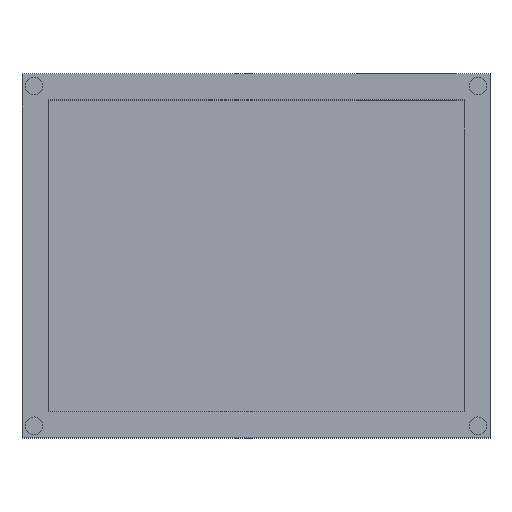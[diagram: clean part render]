
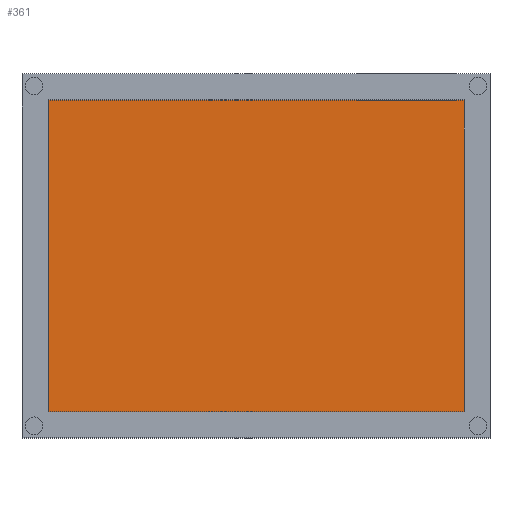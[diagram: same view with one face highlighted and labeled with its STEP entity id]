
A CAD part, top view. The second image highlights one B-rep face of the part: STEP entity #361.
In plain terms, the highlighted planar face has unit normal (0, 0, 1).
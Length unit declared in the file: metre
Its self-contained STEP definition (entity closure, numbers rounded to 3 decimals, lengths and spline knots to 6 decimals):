
#88=ORIENTED_EDGE('',*,*,#128,.F.);
#89=ORIENTED_EDGE('',*,*,#112,.T.);
#90=ORIENTED_EDGE('',*,*,#150,.T.);
#91=ORIENTED_EDGE('',*,*,#131,.F.);
#112=EDGE_CURVE('',#156,#157,#188,.T.);
#128=EDGE_CURVE('',#156,#172,#204,.T.);
#131=EDGE_CURVE('',#172,#174,#207,.T.);
#150=EDGE_CURVE('',#157,#174,#218,.T.);
#156=VERTEX_POINT('',#517);
#157=VERTEX_POINT('',#518);
#172=VERTEX_POINT('',#551);
#174=VERTEX_POINT('',#557);
#188=LINE('',#516,#224);
#204=LINE('',#550,#240);
#207=LINE('',#556,#243);
#218=LINE('',#597,#254);
#224=VECTOR('',#418,1.);
#240=VECTOR('',#438,1.);
#243=VECTOR('',#443,1.);
#254=VECTOR('',#486,1.);
#285=EDGE_LOOP('',(#88,#89,#90,#91));
#319=FACE_BOUND('',#285,.T.);
#338=PLANE('',#405);
#361=ADVANCED_FACE('',(#319),#338,.T.);
#405=AXIS2_PLACEMENT_3D('',#601,#492,#493);
#418=DIRECTION('',(-1.,0.,0.));
#438=DIRECTION('',(0.,-1.,0.));
#443=DIRECTION('',(-1.,0.,0.));
#486=DIRECTION('',(0.,-1.,0.));
#492=DIRECTION('',(0.,0.,1.));
#493=DIRECTION('',(1.,0.,0.));
#516=CARTESIAN_POINT('',(0.,0.03,0.005));
#517=CARTESIAN_POINT('',(0.04,0.03,0.005));
#518=CARTESIAN_POINT('',(-0.04,0.03,0.005));
#550=CARTESIAN_POINT('',(0.04,0.,0.005));
#551=CARTESIAN_POINT('',(0.04,-0.03,0.005));
#556=CARTESIAN_POINT('',(0.,-0.03,0.005));
#557=CARTESIAN_POINT('',(-0.04,-0.03,0.005));
#597=CARTESIAN_POINT('',(-0.04,0.,0.005));
#601=CARTESIAN_POINT('',(0.,0.,0.005));
